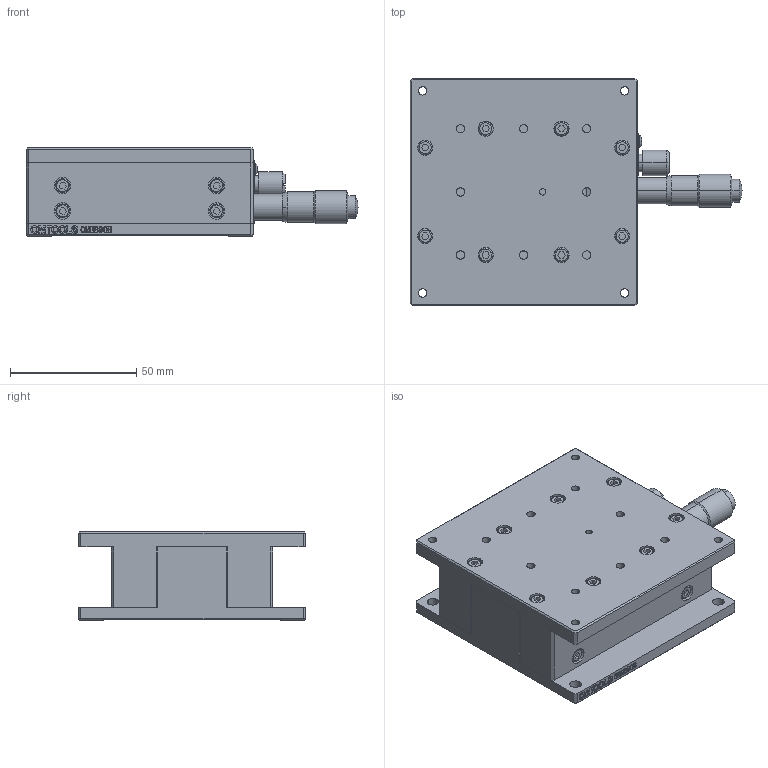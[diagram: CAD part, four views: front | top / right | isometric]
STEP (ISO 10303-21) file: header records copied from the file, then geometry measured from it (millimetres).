
FILE_DESCRIPTION (( 'STEP AP214' ), '1' );
FILE_NAME ('OMHB90B.STEP', '2021-02-20T07:15:34', ( 'User' ), ( 'Microsoft' ), 'SwSTEP 2.0', 'SolidWorks 2018', '' );
FILE_SCHEMA (( 'AUTOMOTIVE_DESIGN' ));
Length unit declared in the file: millimetre
Products named in the file (1): OMHB90B
Bounding box: 131.46 x 90.01 x 35 mm (x, y, z)
Volume: 197256.3 mm3; surface area: 68855.7 mm2
Topology: 18 solids, 21 shells, 991 faces, 2544 edges, 1681 vertices
Faces by surface type: plane 566, cylinder 187, bspline 176, cone 28, torus 28, sphere 6
Entity records: 46667 total; most frequent: CARTESIAN_POINT 12202, ORIENTED_EDGE 5068, DIRECTION 4335, EDGE_CURVE 2534, VERTEX_POINT 1677, VECTOR 1575, LINE 1575, AXIS2_PLACEMENT_3D 1380
